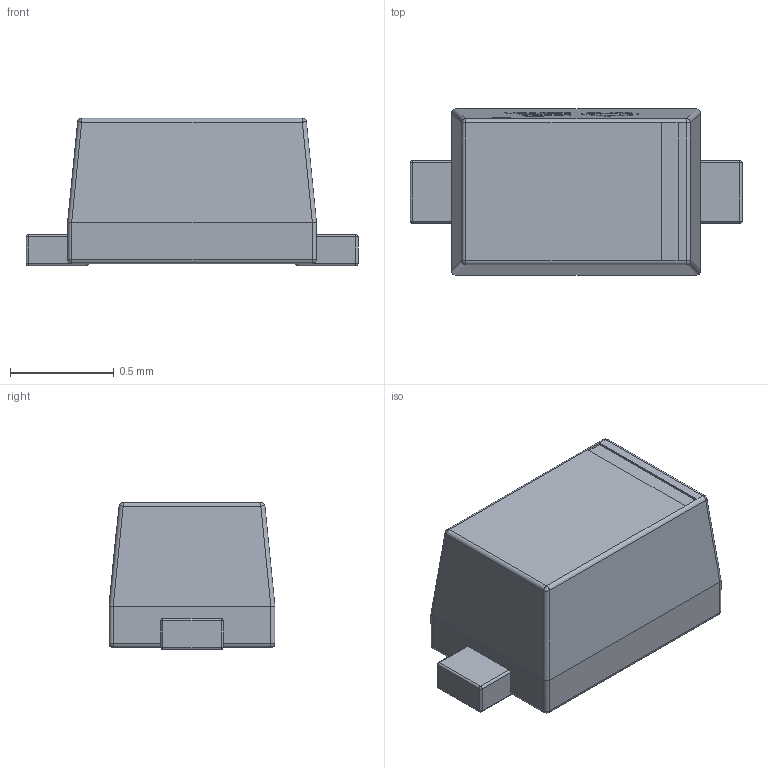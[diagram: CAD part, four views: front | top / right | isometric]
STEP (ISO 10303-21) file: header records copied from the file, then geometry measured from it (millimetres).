
FILE_DESCRIPTION (( 'STEP AP214' ), '1' );
FILE_NAME ('SOD-523_L1.2-W0.8-LS1.6-BI.STEP', '2023-06-02T08:28:10', ( '' ), ( '' ), 'SwSTEP 2.0', 'SolidWorks 2019', '' );
FILE_SCHEMA (( 'AUTOMOTIVE_DESIGN' ));
Length unit declared in the file: millimetre
Products named in the file (4): SOD-523_L1.2-W0.8-LS1.6-BI; COMPOUND_2; D1
Assembly tree (3 placements, depth 4):
  SOD-523_L1.2-W0.8-LS1.6-BI
    D1
      SOD-523_L1.2-W0.8-LS1.6-BI
        COMPOUND_2
Bounding box: 1.6 x 0.8 x 0.71 mm (x, y, z)
Surface area: 5.1 mm2 (no closed solid volume)
Topology: 0 solids, 3 shells, 311 faces, 770 edges, 463 vertices
Faces by surface type: plane 149, bspline 122, cylinder 40
Entity records: 13454 total; most frequent: CARTESIAN_POINT 3671, ORIENTED_EDGE 1498, DIRECTION 904, EDGE_CURVE 750, VERTEX_POINT 463, LINE 368, VECTOR 368, EDGE_LOOP 330
